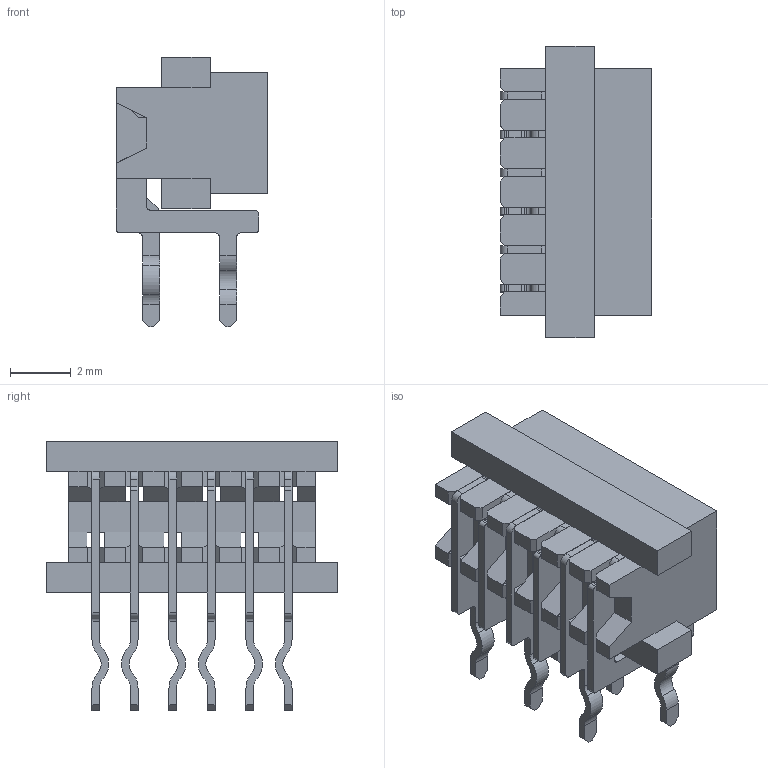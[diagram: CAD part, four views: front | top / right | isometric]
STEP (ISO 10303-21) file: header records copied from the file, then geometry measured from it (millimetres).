
FILE_DESCRIPTION(/* description */ ('Unknown'),/* implementation_level */ '2;1');
FILE_NAME(/* name */ 'J_Wurth_WR-MM_690368180672',/* time_stamp */ '2025-05-09T10:25:53+08:00',/* author */ ('Unknown'),/* organization */ ('Unknown'),/* preprocessor_version */ 'ST-DEVELOPER v19.4',/* originating_system */ 'Solid Edge',/* authorisation */ 'Unknown');
FILE_SCHEMA (('AUTOMOTIVE_DESIGN {1 0 10303 214 3 1 1}'));
Length unit declared in the file: millimetre
Products named in the file (2): J_Wurth_WR-MM_690368180672
Assembly tree (1 placements, depth 2):
  J_Wurth_WR-MM_690368180672
    J_Wurth_WR-MM_690368180672
Bounding box: 5 x 9.62 x 8.9 mm (x, y, z)
Volume: 157.3 mm3; surface area: 608.4 mm2
Topology: 7 solids, 7 shells, 563 faces, 1613 edges, 1058 vertices
Faces by surface type: plane 404, cylinder 159
Entity records: 18377 total; most frequent: CARTESIAN_POINT 3236, ORIENTED_EDGE 3226, DIRECTION 3061, EDGE_CURVE 1613, LINE 1295, VECTOR 1295, VERTEX_POINT 1058, AXIS2_PLACEMENT_3D 883
